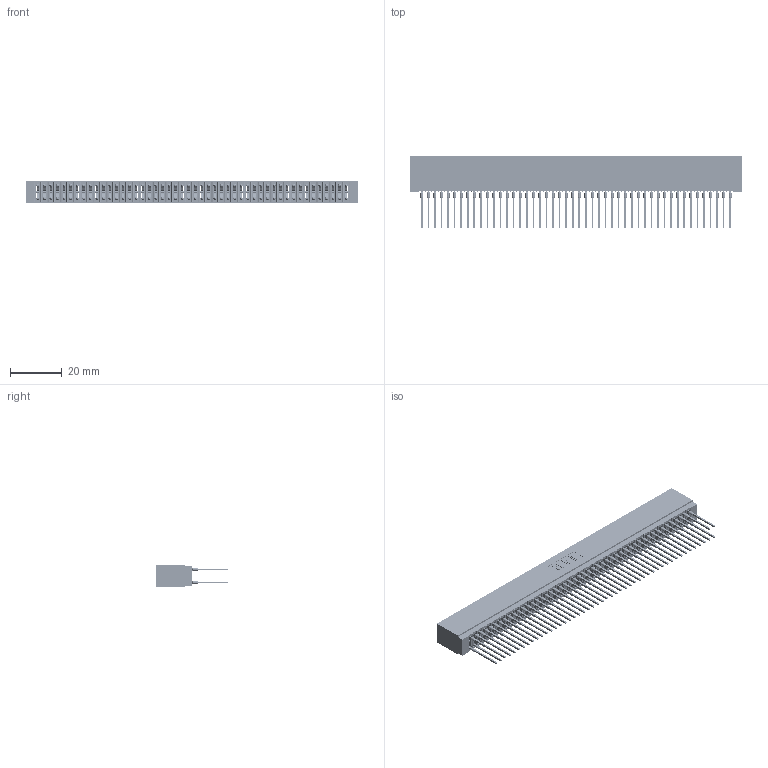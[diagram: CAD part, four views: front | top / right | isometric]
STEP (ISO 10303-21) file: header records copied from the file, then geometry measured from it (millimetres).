
FILE_DESCRIPTION (( 'STEP AP203' ), '1' );
FILE_NAME ('725-096-545-201.STEP', '2026-02-24T19:47:48', ( '' ), ( '' ), 'SwSTEP 2.0', 'SolidWorks 2023', '' );
FILE_SCHEMA (( 'CONFIG_CONTROL_DESIGN' ));
Length unit declared in the file: millimetre
Products named in the file (3): 745-292-001_545; 725-096-545-201; 725 Part_Insulator Option - 01
Assembly tree (97 placements, depth 2):
  725-096-545-201
    725 Part_Insulator Option - 01
    745-292-001_545  x96
Bounding box: 128.52 x 28.21 x 8.89 mm (x, y, z)
Volume: 10499.3 mm3; surface area: 23770.5 mm2
Topology: 97 solids, 97 shells, 8687 faces, 23342 edges, 14664 vertices
Faces by surface type: plane 4471, bspline 1920, cylinder 1720, torus 576
Entity records: 79954 total; most frequent: CARTESIAN_POINT 14367, ORIENTED_EDGE 13814, DIRECTION 12065, EDGE_CURVE 6907, LINE 6437, VECTOR 6437, VERTEX_POINT 4404, AXIS2_PLACEMENT_3D 2814
